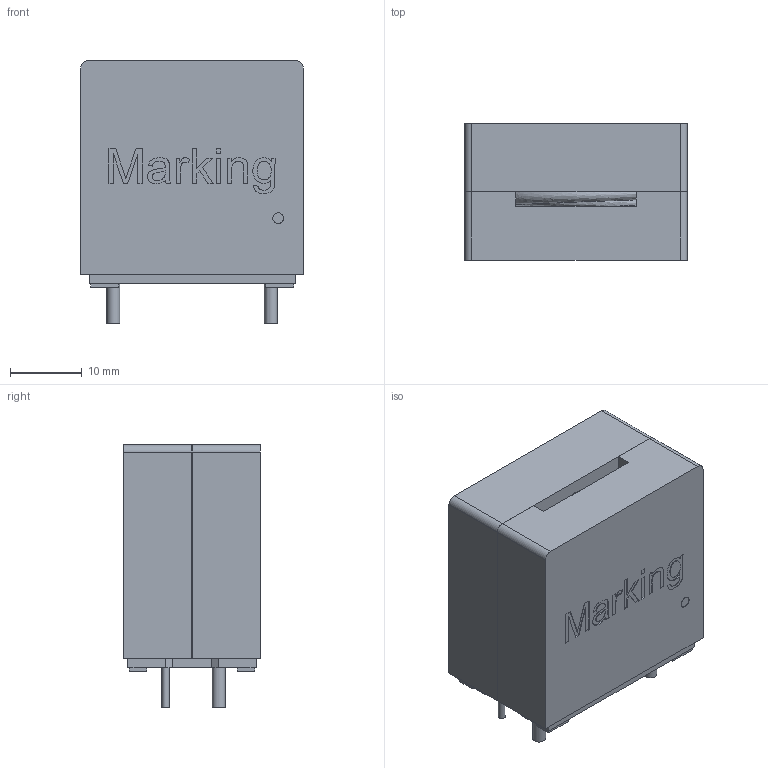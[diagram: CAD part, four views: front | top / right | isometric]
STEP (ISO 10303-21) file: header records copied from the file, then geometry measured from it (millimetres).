
FILE_DESCRIPTION(/* description */ ('Unknown'),/* implementation_level */ '2;1');
FILE_NAME(/* name */ '7444xx3119082',/* time_stamp */ '2019-08-28T14:43:40+02:00',/* author */ ('Unknown'),/* organization */ ('Unknown'),/* preprocessor_version */ 'ST-DEVELOPER v16.7',/* originating_system */ 'DEX',/* authorisation */ $);
FILE_SCHEMA (('AUTOMOTIVE_DESIGN {1 0 10303 214 3 1 1}'));
Length unit declared in the file: millimetre
Products named in the file (6): 7444xx3119082; Ferrite_1; Ferrite_2; Glue; Coil; Base
Assembly tree (5 placements, depth 2):
  7444xx3119082
    Ferrite_1
    Ferrite_2
    Glue
    Coil
    Base
Bounding box: 31 x 19 x 36.5 mm (x, y, z)
Volume: 14059.7 mm3; surface area: 12110.6 mm2
Topology: 6 solids, 6 shells, 176 faces, 448 edges, 300 vertices
Faces by surface type: plane 133, cylinder 22, bspline 19, torus 2
Full cylindrical faces by diameter (mm): 1 x4, 1.1 x2, 1.5 x1, 1.8 x4, 14.8 x2
Entity records: 8240 total; most frequent: CARTESIAN_POINT 3378, ORIENTED_EDGE 842, DIRECTION 661, EDGE_CURVE 421, VERTEX_POINT 294, EDGE_LOOP 243, FACE_BOUND 243, LINE 239
